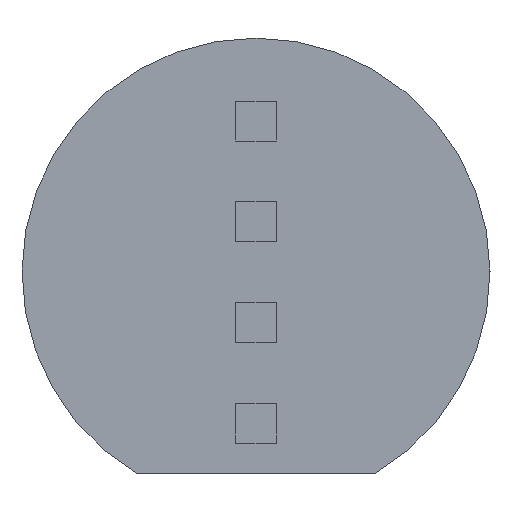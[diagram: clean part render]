
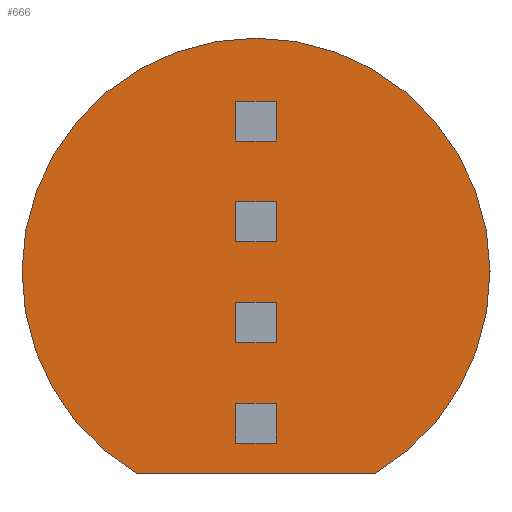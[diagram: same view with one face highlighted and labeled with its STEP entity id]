
A CAD part, front view. The second image highlights one B-rep face of the part: STEP entity #666.
In plain terms, the highlighted planar face has unit normal (0, -1, 0).
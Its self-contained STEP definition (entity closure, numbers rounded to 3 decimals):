
#7 = EDGE_CURVE ( 'NONE', #356, #362, #815, .T. ) ;
#11 = EDGE_CURVE ( 'NONE', #102, #728, #475, .T. ) ;
#32 = CARTESIAN_POINT ( 'NONE',  ( 0.25, 0., -2.12 ) ) ;
#34 = VECTOR ( 'NONE', #140, 1000. ) ;
#35 = CARTESIAN_POINT ( 'NONE',  ( 0.25, 0., -0.875 ) ) ;
#44 = EDGE_CURVE ( 'NONE', #385, #887, #603, .T. ) ;
#45 = VERTEX_POINT ( 'NONE', #389 ) ;
#47 = LINE ( 'NONE', #921, #34 ) ;
#48 = CARTESIAN_POINT ( 'NONE',  ( -0.25, 0., -1.625 ) ) ;
#49 = CARTESIAN_POINT ( 'NONE',  ( -0.25, 0., -1.625 ) ) ;
#53 = DIRECTION ( 'NONE',  ( 0., 1., 0. ) ) ;
#66 = VERTEX_POINT ( 'NONE', #310 ) ;
#67 = LINE ( 'NONE', #49, #818 ) ;
#71 = EDGE_CURVE ( 'NONE', #609, #362, #284, .T. ) ;
#76 = VECTOR ( 'NONE', #761, 1000. ) ;
#81 = ORIENTED_EDGE ( 'NONE', *, *, #71, .F. ) ;
#83 = EDGE_CURVE ( 'NONE', #636, #45, #222, .T. ) ;
#84 = DIRECTION ( 'NONE',  ( 0., 0., 1. ) ) ;
#87 = VECTOR ( 'NONE', #247, 1000. ) ;
#88 = LINE ( 'NONE', #229, #507 ) ;
#89 = CARTESIAN_POINT ( 'NONE',  ( 0.25, 0., 0. ) ) ;
#102 = VERTEX_POINT ( 'NONE', #297 ) ;
#105 = DIRECTION ( 'NONE',  ( 0., 0., 1. ) ) ;
#110 = ORIENTED_EDGE ( 'NONE', *, *, #727, .F. ) ;
#116 = ORIENTED_EDGE ( 'NONE', *, *, #11, .T. ) ;
#131 = CARTESIAN_POINT ( 'NONE',  ( 0.25, 0., 0.875 ) ) ;
#134 = DIRECTION ( 'NONE',  ( 0., 0., 1. ) ) ;
#136 = FACE_BOUND ( 'NONE', #186, .T. ) ;
#140 = DIRECTION ( 'NONE',  ( 1., 0., 0. ) ) ;
#151 = DIRECTION ( 'NONE',  ( 0., 0., -1. ) ) ;
#162 = VERTEX_POINT ( 'NONE', #244 ) ;
#163 = LINE ( 'NONE', #876, #394 ) ;
#174 = DIRECTION ( 'NONE',  ( 1., 0., 0. ) ) ;
#178 = EDGE_CURVE ( 'NONE', #887, #515, #163, .T. ) ;
#180 = DIRECTION ( 'NONE',  ( 0., 0., 1. ) ) ;
#184 = LINE ( 'NONE', #216, #654 ) ;
#186 = EDGE_LOOP ( 'NONE', ( #911, #518, #665, #916 ) ) ;
#188 = EDGE_CURVE ( 'NONE', #162, #356, #307, .T. ) ;
#189 = CARTESIAN_POINT ( 'NONE',  ( -1.47, 0., -2.5 ) ) ;
#194 = DIRECTION ( 'NONE',  ( -1., 0., 0. ) ) ;
#206 = CARTESIAN_POINT ( 'NONE',  ( 1.47, 0., -2.5 ) ) ;
#208 = DIRECTION ( 'NONE',  ( -1., 0., 0. ) ) ;
#212 = LINE ( 'NONE', #410, #481 ) ;
#216 = CARTESIAN_POINT ( 'NONE',  ( 0.25, 0., 0. ) ) ;
#217 = EDGE_CURVE ( 'NONE', #716, #471, #67, .T. ) ;
#222 = LINE ( 'NONE', #89, #432 ) ;
#223 = EDGE_LOOP ( 'NONE', ( #558, #872, #344, #81 ) ) ;
#229 = CARTESIAN_POINT ( 'NONE',  ( -0.25, 0., 2.12 ) ) ;
#237 = CARTESIAN_POINT ( 'NONE',  ( -0.25, 0., -0.375 ) ) ;
#238 = ORIENTED_EDGE ( 'NONE', *, *, #569, .F. ) ;
#244 = CARTESIAN_POINT ( 'NONE',  ( -0.25, 0., -0.875 ) ) ;
#247 = DIRECTION ( 'NONE',  ( -1., 0., 0. ) ) ;
#248 = DIRECTION ( 'NONE',  ( 1., 0., 0. ) ) ;
#258 = ORIENTED_EDGE ( 'NONE', *, *, #621, .T. ) ;
#261 = CARTESIAN_POINT ( 'NONE',  ( -0.25, 0., -2.12 ) ) ;
#280 = AXIS2_PLACEMENT_3D ( 'NONE', #762, #604, #180 ) ;
#284 = LINE ( 'NONE', #806, #766 ) ;
#297 = CARTESIAN_POINT ( 'NONE',  ( -0.25, 0., 2.12 ) ) ;
#302 = DIRECTION ( 'NONE',  ( -1., 0., 0. ) ) ;
#307 = LINE ( 'NONE', #893, #76 ) ;
#310 = CARTESIAN_POINT ( 'NONE',  ( -0.25, 0., 1.625 ) ) ;
#311 = DIRECTION ( 'NONE',  ( 1., 0., 0. ) ) ;
#318 = CARTESIAN_POINT ( 'NONE',  ( -0.25, 0., 2.12 ) ) ;
#320 = LINE ( 'NONE', #566, #678 ) ;
#325 = CARTESIAN_POINT ( 'NONE',  ( -0.25, 0., 0.875 ) ) ;
#327 = VECTOR ( 'NONE', #248, 1000. ) ;
#331 = FACE_BOUND ( 'NONE', #744, .T. ) ;
#336 = CARTESIAN_POINT ( 'NONE',  ( -0.25, 0., -0.375 ) ) ;
#343 = DIRECTION ( 'NONE',  ( 0., 0., 1. ) ) ;
#344 = ORIENTED_EDGE ( 'NONE', *, *, #7, .T. ) ;
#349 = CARTESIAN_POINT ( 'NONE',  ( -0.25, 0., 0.375 ) ) ;
#356 = VERTEX_POINT ( 'NONE', #336 ) ;
#360 = EDGE_CURVE ( 'NONE', #463, #690, #212, .T. ) ;
#362 = VERTEX_POINT ( 'NONE', #560 ) ;
#367 = VECTOR ( 'NONE', #134, 1000. ) ;
#375 = VECTOR ( 'NONE', #302, 1000. ) ;
#379 = ORIENTED_EDGE ( 'NONE', *, *, #217, .T. ) ;
#385 = VERTEX_POINT ( 'NONE', #834 ) ;
#389 = CARTESIAN_POINT ( 'NONE',  ( 0.25, 0., -1.625 ) ) ;
#394 = VECTOR ( 'NONE', #343, 1000. ) ;
#405 = LINE ( 'NONE', #436, #866 ) ;
#410 = CARTESIAN_POINT ( 'NONE',  ( 0., 0., -2.5 ) ) ;
#424 = CARTESIAN_POINT ( 'NONE',  ( 0.25, 0., 1.625 ) ) ;
#429 = DIRECTION ( 'NONE',  ( 0., 0., 1. ) ) ;
#430 = EDGE_LOOP ( 'NONE', ( #687, #563, #116, #238 ) ) ;
#432 = VECTOR ( 'NONE', #84, 1000. ) ;
#436 = CARTESIAN_POINT ( 'NONE',  ( -0.25, 0., -0.875 ) ) ;
#439 = DIRECTION ( 'NONE',  ( 0., 0., 1. ) ) ;
#462 = PLANE ( 'NONE',  #280 ) ;
#463 = VERTEX_POINT ( 'NONE', #206 ) ;
#467 = FACE_BOUND ( 'NONE', #430, .T. ) ;
#471 = VERTEX_POINT ( 'NONE', #48 ) ;
#475 = LINE ( 'NONE', #318, #884 ) ;
#481 = VECTOR ( 'NONE', #194, 1000. ) ;
#492 = CARTESIAN_POINT ( 'NONE',  ( 0., 0., 0. ) ) ;
#495 = CARTESIAN_POINT ( 'NONE',  ( -0.25, 0., 0.875 ) ) ;
#500 = CARTESIAN_POINT ( 'NONE',  ( 0.25, 0., 2.12 ) ) ;
#504 = FACE_OUTER_BOUND ( 'NONE', #639, .T. ) ;
#507 = VECTOR ( 'NONE', #439, 1000. ) ;
#510 = VERTEX_POINT ( 'NONE', #424 ) ;
#513 = AXIS2_PLACEMENT_3D ( 'NONE', #492, #53, #151 ) ;
#515 = VERTEX_POINT ( 'NONE', #495 ) ;
#516 = EDGE_CURVE ( 'NONE', #510, #66, #320, .T. ) ;
#518 = ORIENTED_EDGE ( 'NONE', *, *, #178, .T. ) ;
#548 = VERTEX_POINT ( 'NONE', #131 ) ;
#549 = LINE ( 'NONE', #676, #87 ) ;
#558 = ORIENTED_EDGE ( 'NONE', *, *, #776, .T. ) ;
#560 = CARTESIAN_POINT ( 'NONE',  ( 0.25, 0., -0.375 ) ) ;
#563 = ORIENTED_EDGE ( 'NONE', *, *, #833, .T. ) ;
#566 = CARTESIAN_POINT ( 'NONE',  ( -0.25, 0., 1.625 ) ) ;
#569 = EDGE_CURVE ( 'NONE', #510, #728, #184, .T. ) ;
#570 = EDGE_CURVE ( 'NONE', #385, #548, #631, .T. ) ;
#584 = CARTESIAN_POINT ( 'NONE',  ( -0.25, 0., 0.375 ) ) ;
#586 = LINE ( 'NONE', #325, #725 ) ;
#603 = LINE ( 'NONE', #584, #375 ) ;
#604 = DIRECTION ( 'NONE',  ( 0., 1., 0. ) ) ;
#609 = VERTEX_POINT ( 'NONE', #35 ) ;
#621 = EDGE_CURVE ( 'NONE', #636, #716, #549, .T. ) ;
#631 = LINE ( 'NONE', #919, #367 ) ;
#636 = VERTEX_POINT ( 'NONE', #32 ) ;
#639 = EDGE_LOOP ( 'NONE', ( #837, #110 ) ) ;
#641 = ORIENTED_EDGE ( 'NONE', *, *, #797, .T. ) ;
#654 = VECTOR ( 'NONE', #429, 1000. ) ;
#661 = EDGE_CURVE ( 'NONE', #515, #548, #586, .T. ) ;
#665 = ORIENTED_EDGE ( 'NONE', *, *, #661, .T. ) ;
#666 = ADVANCED_FACE ( 'NONE', ( #331, #136, #504, #467, #688 ), #462, .F. ) ;
#676 = CARTESIAN_POINT ( 'NONE',  ( -0.25, 0., -2.12 ) ) ;
#678 = VECTOR ( 'NONE', #208, 1000. ) ;
#687 = ORIENTED_EDGE ( 'NONE', *, *, #516, .T. ) ;
#688 = FACE_BOUND ( 'NONE', #223, .T. ) ;
#690 = VERTEX_POINT ( 'NONE', #189 ) ;
#709 = DIRECTION ( 'NONE',  ( -1., 0., 0. ) ) ;
#716 = VERTEX_POINT ( 'NONE', #261 ) ;
#725 = VECTOR ( 'NONE', #174, 1000. ) ;
#727 = EDGE_CURVE ( 'NONE', #690, #463, #850, .T. ) ;
#728 = VERTEX_POINT ( 'NONE', #500 ) ;
#744 = EDGE_LOOP ( 'NONE', ( #258, #379, #641, #877 ) ) ;
#761 = DIRECTION ( 'NONE',  ( 0., 0., 1. ) ) ;
#762 = CARTESIAN_POINT ( 'NONE',  ( 0., 0., 0. ) ) ;
#766 = VECTOR ( 'NONE', #862, 1000. ) ;
#776 = EDGE_CURVE ( 'NONE', #609, #162, #405, .T. ) ;
#797 = EDGE_CURVE ( 'NONE', #471, #45, #47, .T. ) ;
#806 = CARTESIAN_POINT ( 'NONE',  ( 0.25, 0., 0. ) ) ;
#815 = LINE ( 'NONE', #237, #327 ) ;
#818 = VECTOR ( 'NONE', #105, 1000. ) ;
#833 = EDGE_CURVE ( 'NONE', #66, #102, #88, .T. ) ;
#834 = CARTESIAN_POINT ( 'NONE',  ( 0.25, 0., 0.375 ) ) ;
#837 = ORIENTED_EDGE ( 'NONE', *, *, #360, .F. ) ;
#850 = CIRCLE ( 'NONE', #513, 2.9 ) ;
#862 = DIRECTION ( 'NONE',  ( 0., 0., 1. ) ) ;
#866 = VECTOR ( 'NONE', #709, 1000. ) ;
#872 = ORIENTED_EDGE ( 'NONE', *, *, #188, .T. ) ;
#876 = CARTESIAN_POINT ( 'NONE',  ( -0.25, 0., 0.875 ) ) ;
#877 = ORIENTED_EDGE ( 'NONE', *, *, #83, .F. ) ;
#884 = VECTOR ( 'NONE', #311, 1000. ) ;
#887 = VERTEX_POINT ( 'NONE', #349 ) ;
#893 = CARTESIAN_POINT ( 'NONE',  ( -0.25, 0., -0.375 ) ) ;
#911 = ORIENTED_EDGE ( 'NONE', *, *, #44, .T. ) ;
#916 = ORIENTED_EDGE ( 'NONE', *, *, #570, .F. ) ;
#919 = CARTESIAN_POINT ( 'NONE',  ( 0.25, 0., 0. ) ) ;
#921 = CARTESIAN_POINT ( 'NONE',  ( -0.25, 0., -1.625 ) ) ;
